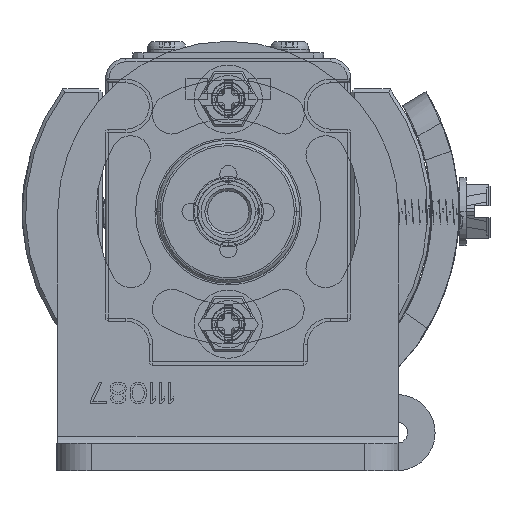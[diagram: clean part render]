
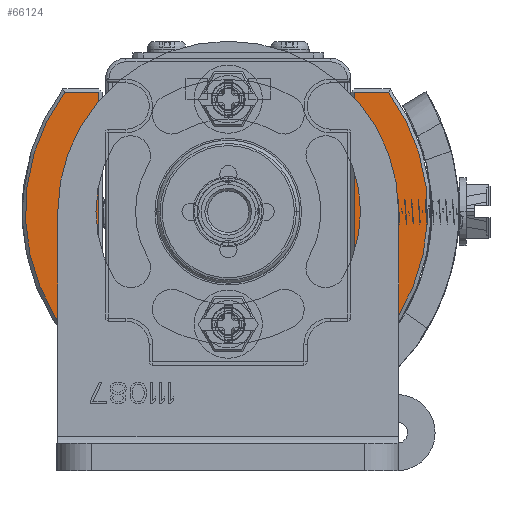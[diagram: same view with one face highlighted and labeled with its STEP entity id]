
A CAD part, front view. The second image highlights one B-rep face of the part: STEP entity #66124.
In plain terms, the highlighted face is planar.
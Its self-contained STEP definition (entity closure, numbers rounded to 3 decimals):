
#65109=DIRECTION('',(1.,0.,0.));
#65110=VECTOR('',#65109,37.);
#65111=CARTESIAN_POINT('',(-19.5,-18.75,-10.));
#65112=LINE('',#65111,#65110);
#65129=DIRECTION('',(0.,-1.,0.));
#65130=VECTOR('',#65129,4.999);
#65131=CARTESIAN_POINT('',(17.5,-18.75,-10.));
#65132=LINE('',#65131,#65130);
#65147=CARTESIAN_POINT('',(0.,0.,-10.));
#65148=DIRECTION('',(0.,0.,-1.));
#65149=DIRECTION('',(0.593,-0.805,0.));
#65150=AXIS2_PLACEMENT_3D('',#65147,#65148,#65149);
#65770=CARTESIAN_POINT('',(-19.5,15.25,-10.));
#65771=DIRECTION('',(0.,0.,1.));
#65772=DIRECTION('',(0.,1.,0.));
#65773=AXIS2_PLACEMENT_3D('',#65770,#65771,#65772);
#65775=DIRECTION('',(-1.,0.,0.));
#65776=VECTOR('',#65775,37.);
#65777=CARTESIAN_POINT('',(17.5,18.75,-10.));
#65778=LINE('',#65777,#65776);
#65791=DIRECTION('',(0.,-1.,0.));
#65792=VECTOR('',#65791,4.999);
#65793=CARTESIAN_POINT('',(17.5,23.749,-10.));
#65794=LINE('',#65793,#65792);
#65808=DIRECTION('',(0.,-1.,0.));
#65809=VECTOR('',#65808,30.5);
#65810=CARTESIAN_POINT('',(-23.,15.25,-10.));
#65811=LINE('',#65810,#65809);
#65829=CARTESIAN_POINT('',(-19.5,-15.25,-10.));
#65830=DIRECTION('',(0.,0.,1.));
#65831=DIRECTION('',(-1.,0.,0.));
#65832=AXIS2_PLACEMENT_3D('',#65829,#65830,#65831);
#65929=CARTESIAN_POINT('',(17.5,-23.749,-10.));
#65930=CARTESIAN_POINT('',(17.5,23.749,-10.));
#65931=VERTEX_POINT('',#65929);
#65932=VERTEX_POINT('',#65930);
#65933=CARTESIAN_POINT('',(17.5,18.75,-10.));
#65934=VERTEX_POINT('',#65933);
#65937=CARTESIAN_POINT('',(17.5,-18.75,-10.));
#65938=VERTEX_POINT('',#65937);
#66085=CARTESIAN_POINT('',(-19.5,18.75,-10.));
#66086=VERTEX_POINT('',#66085);
#66091=CARTESIAN_POINT('',(-23.,15.25,-10.));
#66092=VERTEX_POINT('',#66091);
#66093=CARTESIAN_POINT('',(-23.,-15.25,-10.));
#66094=VERTEX_POINT('',#66093);
#66099=CARTESIAN_POINT('',(-19.5,-18.75,-10.));
#66100=VERTEX_POINT('',#66099);
#66101=CARTESIAN_POINT('',(0.,0.,-10.));
#66102=DIRECTION('',(0.,0.,1.));
#66103=DIRECTION('',(1.,0.,0.));
#66104=AXIS2_PLACEMENT_3D('',#66101,#66102,#66103);
#66105=PLANE('',#66104);
#66107=ORIENTED_EDGE('',*,*,#66106,.F.);
#66109=ORIENTED_EDGE('',*,*,#66108,.F.);
#66111=ORIENTED_EDGE('',*,*,#66110,.F.);
#66113=ORIENTED_EDGE('',*,*,#66112,.F.);
#66115=ORIENTED_EDGE('',*,*,#66114,.F.);
#66117=ORIENTED_EDGE('',*,*,#66116,.F.);
#66119=ORIENTED_EDGE('',*,*,#66118,.F.);
#66121=ORIENTED_EDGE('',*,*,#66120,.F.);
#66122=EDGE_LOOP('',(#66107,#66109,#66111,#66113,#66115,#66117,#66119,#66121));
#66123=FACE_OUTER_BOUND('',#66122,.F.);
#66124=ADVANCED_FACE('',(#66123),#66105,.F.);
#65151=CIRCLE('',#65150,29.5);
#65774=CIRCLE('',#65773,3.5);
#65833=CIRCLE('',#65832,3.5);
#66106=EDGE_CURVE('',#66100,#65938,#65112,.T.);
#66108=EDGE_CURVE('',#66094,#66100,#65833,.T.);
#66110=EDGE_CURVE('',#66092,#66094,#65811,.T.);
#66112=EDGE_CURVE('',#66086,#66092,#65774,.T.);
#66114=EDGE_CURVE('',#65934,#66086,#65778,.T.);
#66116=EDGE_CURVE('',#65932,#65934,#65794,.T.);
#66118=EDGE_CURVE('',#65931,#65932,#65151,.T.);
#66120=EDGE_CURVE('',#65938,#65931,#65132,.T.);
